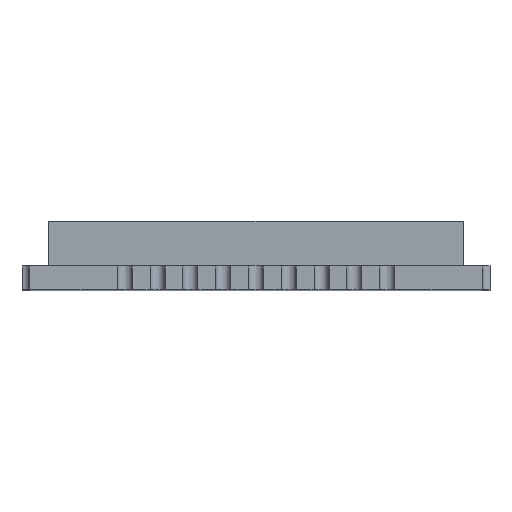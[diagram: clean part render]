
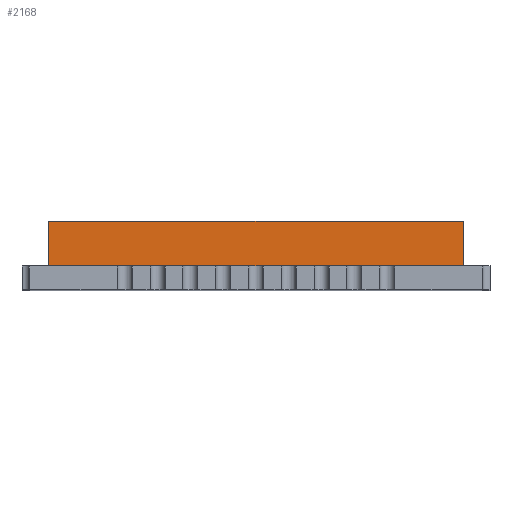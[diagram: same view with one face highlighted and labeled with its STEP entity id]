
A CAD part, top view. The second image highlights one B-rep face of the part: STEP entity #2168.
In plain terms, the highlighted planar face has unit normal (0, 0, 1).
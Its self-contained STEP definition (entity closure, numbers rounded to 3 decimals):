
#64 = DIRECTION ( 'NONE',  ( -1., 0., 0. ) ) ;
#112 = CARTESIAN_POINT ( 'NONE',  ( 0., 0.8, 7.9 ) ) ;
#230 = CARTESIAN_POINT ( 'NONE',  ( -6.95, 0.8, 7.9 ) ) ;
#266 = CARTESIAN_POINT ( 'NONE',  ( -6.95, 2.3, 7.9 ) ) ;
#466 = LINE ( 'NONE', #112, #3309 ) ;
#644 = DIRECTION ( 'NONE',  ( 0., 0., 1. ) ) ;
#938 = VECTOR ( 'NONE', #64, 1000. ) ;
#1175 = DIRECTION ( 'NONE',  ( -1., 0., 0. ) ) ;
#1309 = FACE_OUTER_BOUND ( 'NONE', #4061, .T. ) ;
#1337 = PLANE ( 'NONE',  #3737 ) ;
#1347 = EDGE_CURVE ( 'NONE', #3248, #3650, #3008, .T. ) ;
#1559 = DIRECTION ( 'NONE',  ( 0., 1., 0. ) ) ;
#2043 = DIRECTION ( 'NONE',  ( 1., 0., 0. ) ) ;
#2168 = ADVANCED_FACE ( 'NONE', ( #1309 ), #1337, .T. ) ;
#2380 = CARTESIAN_POINT ( 'NONE',  ( -6.95, 0.8, 7.9 ) ) ;
#2442 = ORIENTED_EDGE ( 'NONE', *, *, #1347, .T. ) ;
#2620 = DIRECTION ( 'NONE',  ( 0., 1., 0. ) ) ;
#2648 = CARTESIAN_POINT ( 'NONE',  ( -6.95, 0.8, 7.9 ) ) ;
#2704 = ORIENTED_EDGE ( 'NONE', *, *, #4483, .F. ) ;
#2719 = ORIENTED_EDGE ( 'NONE', *, *, #3415, .F. ) ;
#2857 = VECTOR ( 'NONE', #1559, 1000. ) ;
#3008 = LINE ( 'NONE', #3643, #2857 ) ;
#3059 = CARTESIAN_POINT ( 'NONE',  ( 6.95, 2.3, 7.9 ) ) ;
#3108 = LINE ( 'NONE', #4191, #938 ) ;
#3248 = VERTEX_POINT ( 'NONE', #3326 ) ;
#3289 = VERTEX_POINT ( 'NONE', #230 ) ;
#3309 = VECTOR ( 'NONE', #1175, 1000. ) ;
#3317 = LINE ( 'NONE', #2648, #3840 ) ;
#3326 = CARTESIAN_POINT ( 'NONE',  ( 6.95, 0.8, 7.9 ) ) ;
#3415 = EDGE_CURVE ( 'NONE', #3248, #3289, #466, .T. ) ;
#3423 = ORIENTED_EDGE ( 'NONE', *, *, #4115, .T. ) ;
#3643 = CARTESIAN_POINT ( 'NONE',  ( 6.95, 0.8, 7.9 ) ) ;
#3650 = VERTEX_POINT ( 'NONE', #3059 ) ;
#3737 = AXIS2_PLACEMENT_3D ( 'NONE', #2380, #644, #2043 ) ;
#3840 = VECTOR ( 'NONE', #2620, 1000. ) ;
#4061 = EDGE_LOOP ( 'NONE', ( #2442, #3423, #2704, #2719 ) ) ;
#4115 = EDGE_CURVE ( 'NONE', #3650, #4433, #3108, .T. ) ;
#4191 = CARTESIAN_POINT ( 'NONE',  ( -6.95, 2.3, 7.9 ) ) ;
#4433 = VERTEX_POINT ( 'NONE', #266 ) ;
#4483 = EDGE_CURVE ( 'NONE', #3289, #4433, #3317, .T. ) ;
